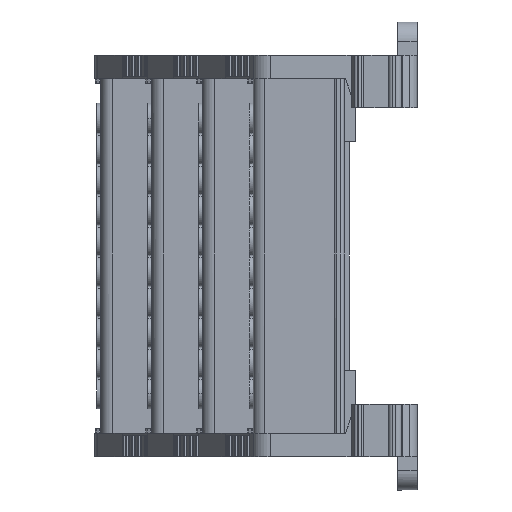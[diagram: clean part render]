
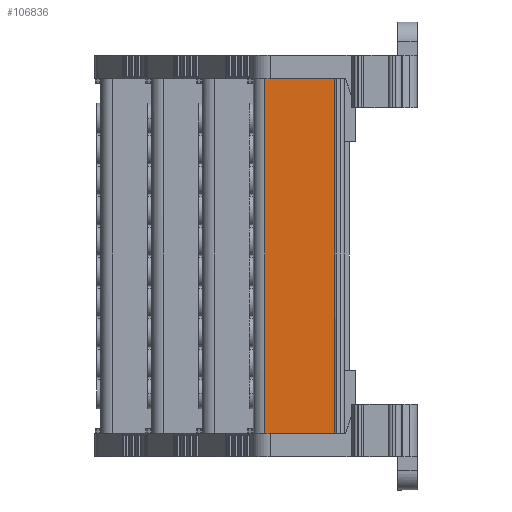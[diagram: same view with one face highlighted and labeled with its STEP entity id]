
A CAD part, left-side view. The second image highlights one B-rep face of the part: STEP entity #106836.
In plain terms, the highlighted planar face has unit normal (-1, 0.018, 0).
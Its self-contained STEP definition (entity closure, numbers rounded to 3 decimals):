
#6192 = ORIENTED_EDGE ( 'NONE', *, *, #37781, .F. ) ;
#6280 = ORIENTED_EDGE ( 'NONE', *, *, #37704, .F. ) ;
#6282 = ORIENTED_EDGE ( 'NONE', *, *, #54709, .T. ) ;
#6329 = ORIENTED_EDGE ( 'NONE', *, *, #37693, .F. ) ;
#12606 = VECTOR ( 'NONE', #55780, 1000. ) ;
#37693 = EDGE_CURVE ( 'NONE', #39490, #39306, #149658, .T. ) ;
#37704 = EDGE_CURVE ( 'NONE', #39306, #83878, #65116, .T. ) ;
#37781 = EDGE_CURVE ( 'NONE', #83728, #39490, #65241, .T. ) ;
#39306 = VERTEX_POINT ( 'NONE', #78243 ) ;
#39490 = VERTEX_POINT ( 'NONE', #78919 ) ;
#46101 = EDGE_LOOP ( 'NONE', ( #6192, #6282, #6280, #6329 ) ) ;
#54709 = EDGE_CURVE ( 'NONE', #83728, #83878, #55756, .T. ) ;
#55756 = LINE ( 'NONE', #55764, #12606 ) ;
#55764 = CARTESIAN_POINT ( 'NONE',  ( -92.068, 62.574, 90.559 ) ) ;
#55780 = DIRECTION ( 'NONE',  ( 0.017, 1., 0. ) ) ;
#65075 = CARTESIAN_POINT ( 'NONE',  ( -91.737, 81.525, 0.015 ) ) ;
#65080 = CARTESIAN_POINT ( 'NONE',  ( -91.958, 68.891, 0.015 ) ) ;
#65082 = CARTESIAN_POINT ( 'NONE',  ( -91.737, 81.525, 12.189 ) ) ;
#65097 = CARTESIAN_POINT ( 'NONE',  ( -92.068, 62.574, 0.015 ) ) ;
#65107 = CARTESIAN_POINT ( 'NONE',  ( -91.847, 75.208, 0.015 ) ) ;
#65116 = LINE ( 'NONE', #65082, #110026 ) ;
#65117 = DIRECTION ( 'NONE',  ( 0., 0., 1. ) ) ;
#65228 = DIRECTION ( 'NONE',  ( 0., 0., -1. ) ) ;
#65241 = LINE ( 'NONE', #65268, #141508 ) ;
#65268 = CARTESIAN_POINT ( 'NONE',  ( -92.068, 62.574, -1.006 ) ) ;
#78243 = CARTESIAN_POINT ( 'NONE',  ( -91.737, 81.525, 0.015 ) ) ;
#78919 = CARTESIAN_POINT ( 'NONE',  ( -92.068, 62.574, 0.015 ) ) ;
#83728 = VERTEX_POINT ( 'NONE', #145124 ) ;
#83878 = VERTEX_POINT ( 'NONE', #145106 ) ;
#106836 = ADVANCED_FACE ( 'NONE', ( #109928 ), #110030, .F. ) ;
#109914 = CARTESIAN_POINT ( 'NONE',  ( -91.667, 85.522, -1.006 ) ) ;
#109928 = FACE_OUTER_BOUND ( 'NONE', #46101, .T. ) ;
#109986 = DIRECTION ( 'NONE',  ( 1., -0.017, 0. ) ) ;
#110026 = VECTOR ( 'NONE', #65117, 1000. ) ;
#110030 = PLANE ( 'NONE',  #123897 ) ;
#110095 = DIRECTION ( 'NONE',  ( 0.017, 1., 0. ) ) ;
#123897 = AXIS2_PLACEMENT_3D ( 'NONE', #109914, #109986, #110095 ) ;
#141508 = VECTOR ( 'NONE', #65228, 1000. ) ;
#145106 = CARTESIAN_POINT ( 'NONE',  ( -91.737, 81.525, 90.559 ) ) ;
#145124 = CARTESIAN_POINT ( 'NONE',  ( -92.068, 62.574, 90.559 ) ) ;
#149658 = B_SPLINE_CURVE_WITH_KNOTS ( 'NONE', 3,
 ( #65097, #65080, #65107, #65075 ),
 .UNSPECIFIED., .F., .F.,
 ( 4, 4 ),
 ( 0., 1. ),
 .UNSPECIFIED. ) ;
